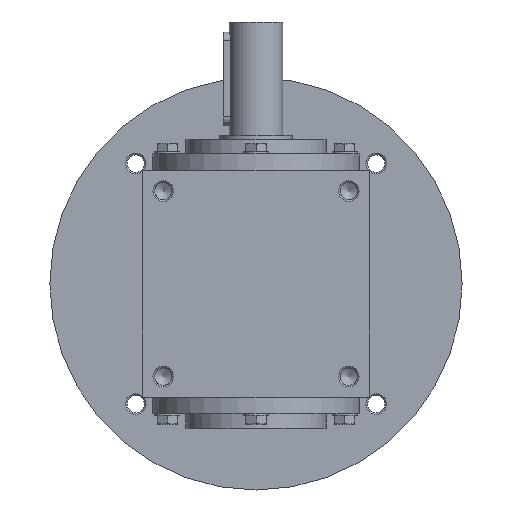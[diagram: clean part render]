
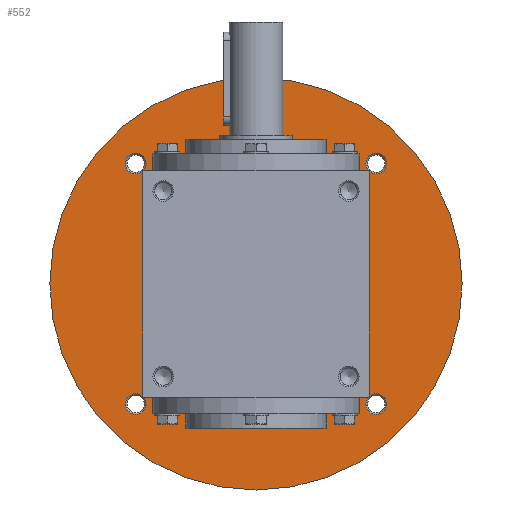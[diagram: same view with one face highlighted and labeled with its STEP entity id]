
A CAD part, left-side view. The second image highlights one B-rep face of the part: STEP entity #552.
In plain terms, the highlighted planar face has unit normal (-1, 0, 0).
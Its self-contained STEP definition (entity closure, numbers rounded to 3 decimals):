
#552 = ADVANCED_FACE( '', ( #1169, #1170, #1171, #1172, #1173, #1174 ), #1175, .F. );
#1169 = FACE_OUTER_BOUND( '', #1852, .T. );
#1170 = FACE_BOUND( '', #1853, .T. );
#1171 = FACE_BOUND( '', #1854, .T. );
#1172 = FACE_BOUND( '', #1855, .T. );
#1173 = FACE_BOUND( '', #1856, .T. );
#1174 = FACE_BOUND( '', #1857, .T. );
#1175 = PLANE( '', #1858 );
#1852 = EDGE_LOOP( '', ( #2923 ) );
#1853 = EDGE_LOOP( '', ( #2924 ) );
#1854 = EDGE_LOOP( '', ( #2925 ) );
#1855 = EDGE_LOOP( '', ( #2926 ) );
#1856 = EDGE_LOOP( '', ( #2927 ) );
#1857 = EDGE_LOOP( '', ( #2928 ) );
#1858 = AXIS2_PLACEMENT_3D( '', #2929, #2930, #2931 );
#2923 = ORIENTED_EDGE( '', *, *, #3349, .F. );
#2924 = ORIENTED_EDGE( '', *, *, #3427, .T. );
#2925 = ORIENTED_EDGE( '', *, *, #3705, .T. );
#2926 = ORIENTED_EDGE( '', *, *, #3706, .T. );
#2927 = ORIENTED_EDGE( '', *, *, #3700, .T. );
#2928 = ORIENTED_EDGE( '', *, *, #3707, .T. );
#2929 = CARTESIAN_POINT( '', ( 37., 50., 0. ) );
#2930 = DIRECTION( '', ( 1., 0., 0. ) );
#2931 = DIRECTION( '', ( 0., 0., -1. ) );
#3349 = EDGE_CURVE( '', #3827, #3827, #3828, .T. );
#3427 = EDGE_CURVE( '', #3963, #3963, #3964, .T. );
#3700 = EDGE_CURVE( '', #4356, #4356, #4357, .T. );
#3705 = EDGE_CURVE( '', #4362, #4362, #4363, .T. );
#3706 = EDGE_CURVE( '', #4364, #4364, #4365, .T. );
#3707 = EDGE_CURVE( '', #4366, #4366, #4367, .T. );
#3827 = VERTEX_POINT( '', #4496 );
#3828 = CIRCLE( '', #4497, 100. );
#3963 = VERTEX_POINT( '', #4663 );
#3964 = CIRCLE( '', #4664, 5. );
#4356 = VERTEX_POINT( '', #5152 );
#4357 = CIRCLE( '', #5153, 5. );
#4362 = VERTEX_POINT( '', #5158 );
#4363 = CIRCLE( '', #5159, 5. );
#4364 = VERTEX_POINT( '', #5160 );
#4365 = CIRCLE( '', #5161, 5. );
#4366 = VERTEX_POINT( '', #5162 );
#4367 = CIRCLE( '', #5163, 50. );
#4496 = CARTESIAN_POINT( '', ( 37., 0., -100. ) );
#4497 = AXIS2_PLACEMENT_3D( '', #5322, #5323, #5324 );
#4663 = CARTESIAN_POINT( '', ( 37., -58.336, 53.336 ) );
#4664 = AXIS2_PLACEMENT_3D( '', #5475, #5476, #5477 );
#5152 = CARTESIAN_POINT( '', ( 37., 58.336, 53.336 ) );
#5153 = AXIS2_PLACEMENT_3D( '', #5923, #5924, #5925 );
#5158 = CARTESIAN_POINT( '', ( 37., 58.336, -63.336 ) );
#5159 = AXIS2_PLACEMENT_3D( '', #5929, #5930, #5931 );
#5160 = CARTESIAN_POINT( '', ( 37., -58.336, -63.336 ) );
#5161 = AXIS2_PLACEMENT_3D( '', #5932, #5933, #5934 );
#5162 = CARTESIAN_POINT( '', ( 37., 0., -50. ) );
#5163 = AXIS2_PLACEMENT_3D( '', #5935, #5936, #5937 );
#5322 = CARTESIAN_POINT( '', ( 37., 0., 0. ) );
#5323 = DIRECTION( '', ( 1., 0., 0. ) );
#5324 = DIRECTION( '', ( 0., 0., -1. ) );
#5475 = CARTESIAN_POINT( '', ( 37., -58.336, 58.336 ) );
#5476 = DIRECTION( '', ( 1., 0., 0. ) );
#5477 = DIRECTION( '', ( 0., 0., -1. ) );
#5923 = CARTESIAN_POINT( '', ( 37., 58.336, 58.336 ) );
#5924 = DIRECTION( '', ( 1., 0., 0. ) );
#5925 = DIRECTION( '', ( 0., 0., -1. ) );
#5929 = CARTESIAN_POINT( '', ( 37., 58.336, -58.336 ) );
#5930 = DIRECTION( '', ( 1., 0., 0. ) );
#5931 = DIRECTION( '', ( 0., 0., -1. ) );
#5932 = CARTESIAN_POINT( '', ( 37., -58.336, -58.336 ) );
#5933 = DIRECTION( '', ( 1., 0., 0. ) );
#5934 = DIRECTION( '', ( 0., 0., -1. ) );
#5935 = CARTESIAN_POINT( '', ( 37., 0., 0. ) );
#5936 = DIRECTION( '', ( 1., 0., 0. ) );
#5937 = DIRECTION( '', ( 0., 0., -1. ) );
